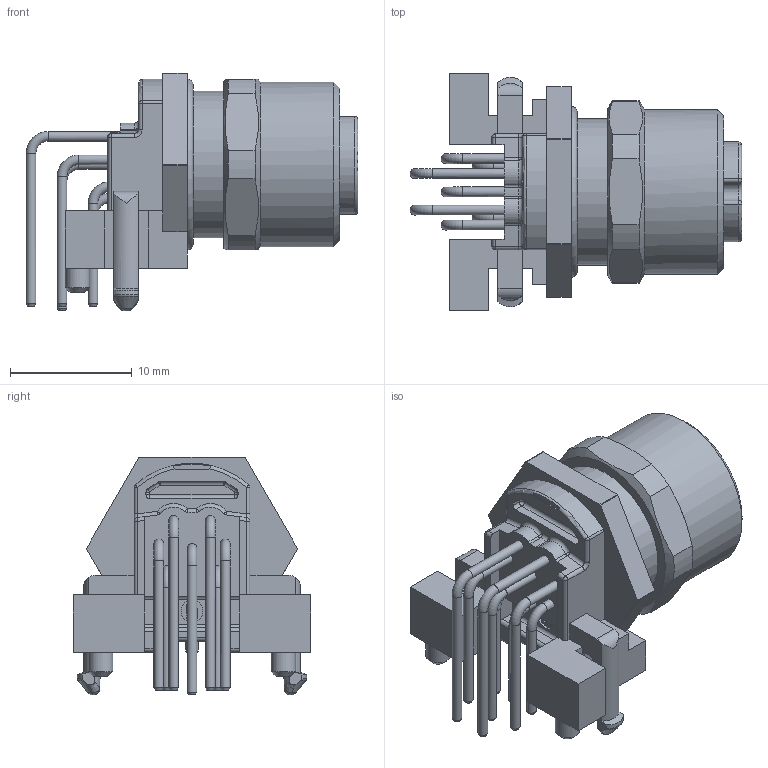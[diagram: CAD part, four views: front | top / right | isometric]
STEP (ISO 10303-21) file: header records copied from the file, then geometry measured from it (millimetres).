
FILE_DESCRIPTION(/* description */ (''),/* implementation_level */ '2;1');
FILE_NAME(/* name */ '99-3482-202-08-001_01.stp',/* time_stamp */ '2014-02-24T13:29:04+01:00',/* author */ (''),/* organization */ (''),/* preprocessor_version */ 'ST-DEVELOPER v14',/* originating_system */ 'SIEMENS PLM Software NX 8.0',/* authorisation */ '');
FILE_SCHEMA (('AP203_CONFIGURATION_CONTROLLED_3D_DESIGN_OF_MECHANICAL_PARTS_AND_ASSEMBLIES_MIM_LF { 1 0 10303 403 2 1 2}'));
Length unit declared in the file: millimetre
Products named in the file (1): umae0FCC4654hw6d
Bounding box: 27.2 x 19.5 x 19.5 mm (x, y, z)
Volume: 2728 mm3; surface area: 3400.4 mm2
Topology: 4 solids, 4 shells, 334 faces, 819 edges, 498 vertices
Faces by surface type: plane 136, cylinder 110, sphere 28, cone 27, torus 23, bspline 8, revolution 2
Full cylindrical faces by diameter (mm): 0.8 x16, 0.9 x8, 1 x1, 1.8 x1, 2 x2, 8.2 x1, 10.773 x1, 11 x1, 12 x1, 13.5 x1, 14.5 x1
Entity records: 9578 total; most frequent: CARTESIAN_POINT 2085, DIRECTION 1589, ORIENTED_EDGE 1402, EDGE_CURVE 701, AXIS2_PLACEMENT_3D 611, VERTEX_POINT 468, EDGE_LOOP 427, LINE 365
